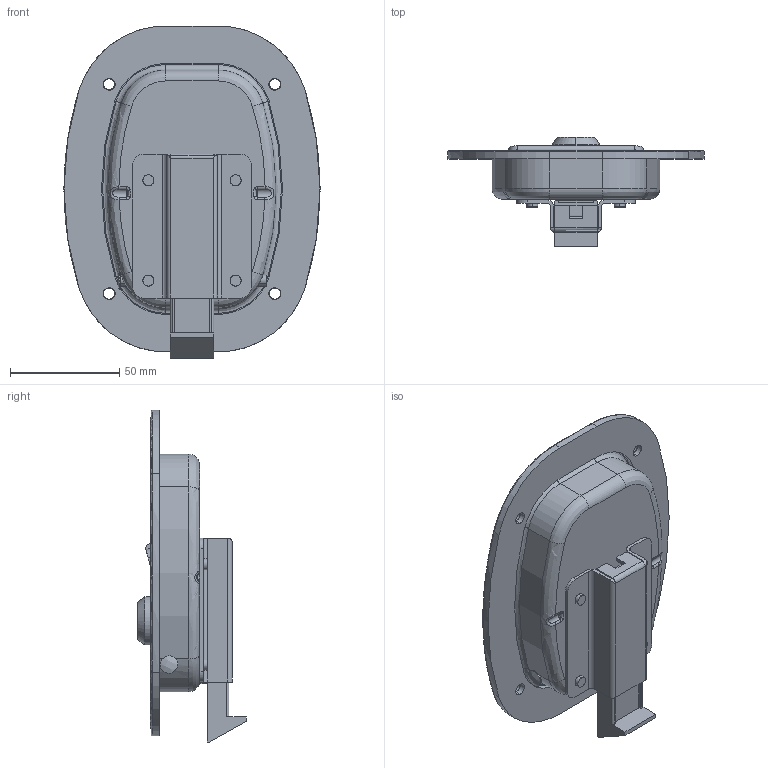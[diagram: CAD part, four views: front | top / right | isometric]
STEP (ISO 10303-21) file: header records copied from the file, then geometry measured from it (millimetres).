
FILE_DESCRIPTION(/* description */ (''),/* implementation_level */ '2;1');
FILE_NAME(/* name */ 'ms866-29',/* time_stamp */ '2024-11-23T13:15:14+08:00',/* author */ (''),/* organization */ (''),/* preprocessor_version */ 'ST-DEVELOPER v19.2',/* originating_system */ 'Rhino 8.5',/* authorisation */ '');
FILE_SCHEMA (('CONFIG_CONTROL_DESIGN'));
Length unit declared in the file: millimetre
Products named in the file (2): Document; 图块 01
Bounding box: 117.41 x 49.9 x 152.21 mm (x, y, z)
Volume: 62335.1 mm3; surface area: 93891.7 mm2
Topology: 15 solids, 17 shells, 696 faces, 1809 edges, 1155 vertices
Faces by surface type: plane 273, cylinder 252, bspline 171
Entity records: 42152 total; most frequent: CARTESIAN_POINT 23004, ORIENTED_EDGE 3610, DIRECTION 1841, EDGE_CURVE 1807, AXIS2_PLACEMENT_3D 1183, VERTEX_POINT 1155, B_SPLINE_CURVE_WITH_KNOTS 1123, EDGE_LOOP 770
